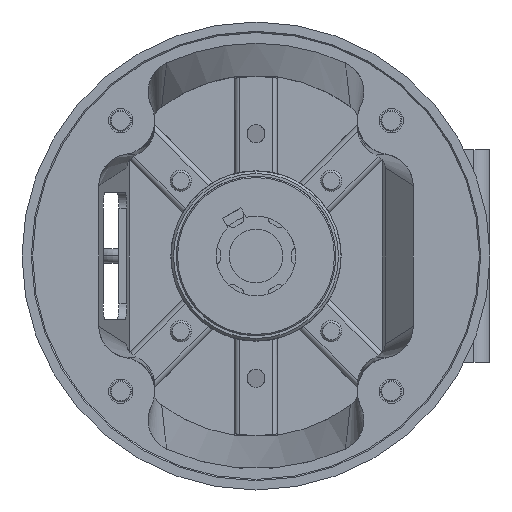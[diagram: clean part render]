
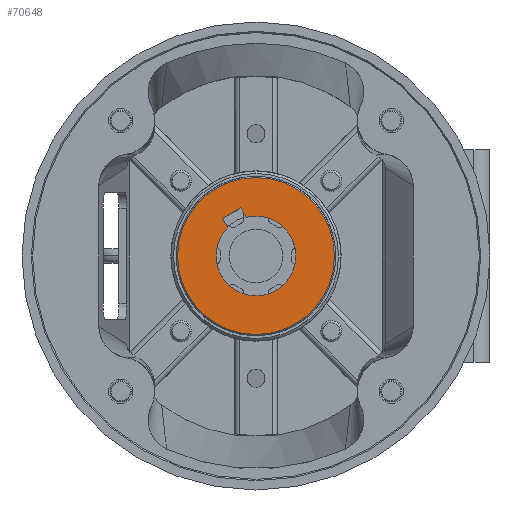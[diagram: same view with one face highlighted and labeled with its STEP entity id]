
A CAD part, left-side view. The second image highlights one B-rep face of the part: STEP entity #70648.
In plain terms, the highlighted planar face has unit normal (-1, 0, 0).
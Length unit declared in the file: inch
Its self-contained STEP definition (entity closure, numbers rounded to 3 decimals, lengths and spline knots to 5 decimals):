
#113 = ORIENTED_EDGE ( 'NONE', *, *, #84106, .T. ) ;
#2683 = EDGE_CURVE ( 'NONE', #97256, #99923, #107375, .T. ) ;
#3711 = AXIS2_PLACEMENT_3D ( 'NONE', #24726, #25474, #110184 ) ;
#6551 = CARTESIAN_POINT ( 'NONE',  ( -10.613, 0.66319, 0.66264 ) ) ;
#9121 = ORIENTED_EDGE ( 'NONE', *, *, #80975, .T. ) ;
#10871 = AXIS2_PLACEMENT_3D ( 'NONE', #92960, #41803, #68183 ) ;
#11160 = EDGE_CURVE ( 'NONE', #101674, #50491, #23410, .T. ) ;
#11397 = DIRECTION ( 'NONE',  ( 1., 0., 0. ) ) ;
#12254 = CIRCLE ( 'NONE', #3711, 1.84375 ) ;
#14493 = CARTESIAN_POINT ( 'NONE',  ( -10.613, 0.22826, 0.90929 ) ) ;
#15341 = AXIS2_PLACEMENT_3D ( 'NONE', #40280, #100032, #55575 ) ;
#17784 = CARTESIAN_POINT ( 'NONE',  ( -10.613, 0.35402, 1.13106 ) ) ;
#18415 = DIRECTION ( 'NONE',  ( -1., 0., 0. ) ) ;
#19599 = CARTESIAN_POINT ( 'NONE',  ( -10.613, 0., 0. ) ) ;
#20017 = CARTESIAN_POINT ( 'NONE',  ( -10.613, -0.81549, 0.46247 ) ) ;
#22511 = CARTESIAN_POINT ( 'NONE',  ( -10.613, 0.35402, 1.13106 ) ) ;
#23410 = LINE ( 'NONE', #22511, #106268 ) ;
#24070 = ORIENTED_EDGE ( 'NONE', *, *, #11160, .F. ) ;
#24726 = CARTESIAN_POINT ( 'NONE',  ( -10.613, 0., 0. ) ) ;
#25474 = DIRECTION ( 'NONE',  ( -1., 0., 0. ) ) ;
#29273 = VERTEX_POINT ( 'NONE', #6551 ) ;
#31701 = DIRECTION ( 'NONE',  ( 0., 0.493, 0.87 ) ) ;
#32627 = CIRCLE ( 'NONE', #44734, 0.9375 ) ;
#33628 = DIRECTION ( 'NONE',  ( 1., 0., 0. ) ) ;
#33685 = CARTESIAN_POINT ( 'NONE',  ( -10.613, -1.6038, 0.90952 ) ) ;
#36089 = DIRECTION ( 'NONE',  ( 0., 0.87, -0.493 ) ) ;
#37786 = CARTESIAN_POINT ( 'NONE',  ( -10.613, 0.22826, 0.90929 ) ) ;
#39006 = VERTEX_POINT ( 'NONE', #64485 ) ;
#39116 = FACE_OUTER_BOUND ( 'NONE', #96759, .T. ) ;
#40280 = CARTESIAN_POINT ( 'NONE',  ( -10.613, 0., 0. ) ) ;
#41803 = DIRECTION ( 'NONE',  ( -1., 0., 0. ) ) ;
#42526 = DIRECTION ( 'NONE',  ( 0., 0.87, -0.493 ) ) ;
#44026 = ORIENTED_EDGE ( 'NONE', *, *, #107698, .T. ) ;
#44078 = ORIENTED_EDGE ( 'NONE', *, *, #103045, .F. ) ;
#44734 = AXIS2_PLACEMENT_3D ( 'NONE', #19599, #11397, #36089 ) ;
#45418 = CARTESIAN_POINT ( 'NONE',  ( -10.613, 0.78895, 0.88441 ) ) ;
#46013 = ORIENTED_EDGE ( 'NONE', *, *, #2683, .T. ) ;
#50491 = VERTEX_POINT ( 'NONE', #94968 ) ;
#52369 = PLANE ( 'NONE',  #82727 ) ;
#53766 = VERTEX_POINT ( 'NONE', #37786 ) ;
#55320 = AXIS2_PLACEMENT_3D ( 'NONE', #94430, #33628, #42526 ) ;
#55322 = ORIENTED_EDGE ( 'NONE', *, *, #94932, .F. ) ;
#55575 = DIRECTION ( 'NONE',  ( 0., 0.87, -0.493 ) ) ;
#58545 = CIRCLE ( 'NONE', #15341, 0.9375 ) ;
#59025 = DIRECTION ( 'NONE',  ( 0., 0.87, -0.493 ) ) ;
#59241 = LINE ( 'NONE', #14493, #92749 ) ;
#64485 = CARTESIAN_POINT ( 'NONE',  ( -10.613, 1.6038, -0.90952 ) ) ;
#68183 = DIRECTION ( 'NONE',  ( 0., 0.87, -0.493 ) ) ;
#69137 = CARTESIAN_POINT ( 'NONE',  ( -10.613, 0., 0. ) ) ;
#70648 = ADVANCED_FACE ( 'NONE', ( #39116, #81867 ), #52369, .T. ) ;
#73077 = VECTOR ( 'NONE', #96623, 39.37008 ) ;
#73601 = CARTESIAN_POINT ( 'NONE',  ( -10.613, 0.81549, -0.46247 ) ) ;
#80406 = DIRECTION ( 'NONE',  ( 0., 0.87, -0.493 ) ) ;
#80975 = EDGE_CURVE ( 'NONE', #53766, #97256, #58545, .T. ) ;
#81867 = FACE_BOUND ( 'NONE', #99432, .T. ) ;
#82727 = AXIS2_PLACEMENT_3D ( 'NONE', #69137, #18415, #80406 ) ;
#83224 = CIRCLE ( 'NONE', #10871, 1.84375 ) ;
#84106 = EDGE_CURVE ( 'NONE', #100595, #39006, #83224, .T. ) ;
#85561 = ORIENTED_EDGE ( 'NONE', *, *, #105414, .T. ) ;
#92749 = VECTOR ( 'NONE', #31701, 39.37008 ) ;
#92960 = CARTESIAN_POINT ( 'NONE',  ( -10.613, 0., 0. ) ) ;
#94430 = CARTESIAN_POINT ( 'NONE',  ( -10.613, 0., 0. ) ) ;
#94932 = EDGE_CURVE ( 'NONE', #53766, #101674, #59241, .T. ) ;
#94968 = CARTESIAN_POINT ( 'NONE',  ( -10.613, 0.78895, 0.88441 ) ) ;
#95897 = LINE ( 'NONE', #45418, #73077 ) ;
#96623 = DIRECTION ( 'NONE',  ( 0., -0.493, -0.87 ) ) ;
#96759 = EDGE_LOOP ( 'NONE', ( #113, #85561 ) ) ;
#97256 = VERTEX_POINT ( 'NONE', #20017 ) ;
#99432 = EDGE_LOOP ( 'NONE', ( #44078, #24070, #55322, #9121, #46013, #44026 ) ) ;
#99923 = VERTEX_POINT ( 'NONE', #73601 ) ;
#100032 = DIRECTION ( 'NONE',  ( 1., 0., 0. ) ) ;
#100595 = VERTEX_POINT ( 'NONE', #33685 ) ;
#101674 = VERTEX_POINT ( 'NONE', #17784 ) ;
#103045 = EDGE_CURVE ( 'NONE', #50491, #29273, #95897, .T. ) ;
#105414 = EDGE_CURVE ( 'NONE', #39006, #100595, #12254, .T. ) ;
#106268 = VECTOR ( 'NONE', #59025, 39.37008 ) ;
#107375 = CIRCLE ( 'NONE', #55320, 0.9375 ) ;
#107698 = EDGE_CURVE ( 'NONE', #99923, #29273, #32627, .T. ) ;
#110184 = DIRECTION ( 'NONE',  ( 0., 0.87, -0.493 ) ) ;
